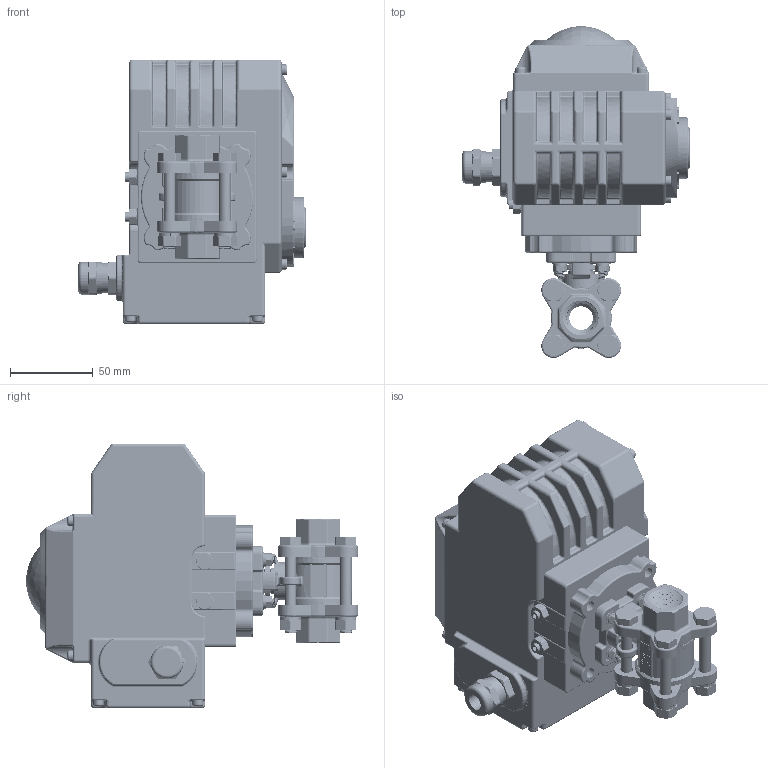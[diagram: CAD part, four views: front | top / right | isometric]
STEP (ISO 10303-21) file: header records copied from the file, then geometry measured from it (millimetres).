
FILE_DESCRIPTION (( 'STEP AP214' ), '1' );
FILE_NAME ('E1-2.STEP', '2019-02-14T17:49:50', ( '' ), ( '' ), 'SwSTEP 2.0', 'SolidWorks 2016', '' );
FILE_SCHEMA (( 'AUTOMOTIVE_DESIGN' ));
Length unit declared in the file: millimetre
Products named in the file (1): E1-2
Bounding box: 137.25 x 200.52 x 160 mm (x, y, z)
Volume: 1420482.2 mm3; surface area: 160377.4 mm2
Topology: 46 solids, 46 shells, 3389 faces, 8974 edges, 5706 vertices
Faces by surface type: cylinder 1347, plane 906, bspline 407, cone 309, torus 261, sphere 159
Entity records: 240081 total; most frequent: CARTESIAN_POINT 124814, ORIENTED_EDGE 17736, DIRECTION 14590, EDGE_CURVE 8868, VERTEX_POINT 5705, AXIS2_PLACEMENT_3D 5591, EDGE_LOOP 3615, UNCERTAINTY_MEASURE_WITH_UNIT 3437
